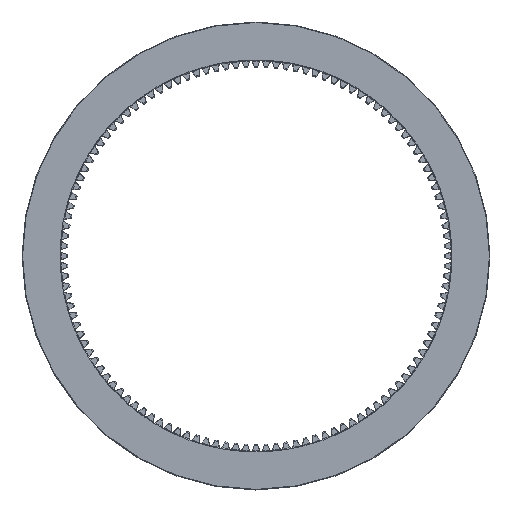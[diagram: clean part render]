
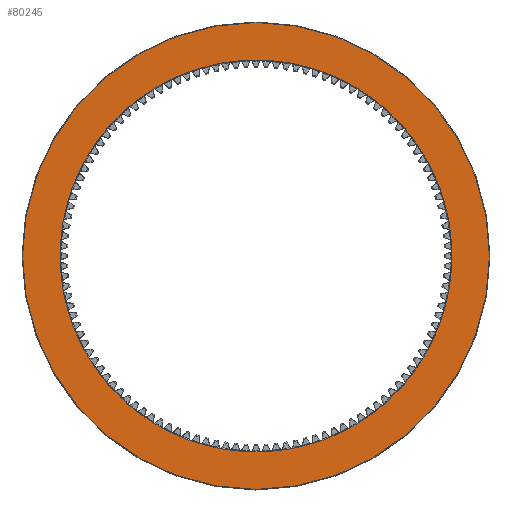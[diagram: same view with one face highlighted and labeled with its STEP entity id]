
A CAD part, top view. The second image highlights one B-rep face of the part: STEP entity #80245.
In plain terms, the highlighted planar face has unit normal (0, 0, 1).
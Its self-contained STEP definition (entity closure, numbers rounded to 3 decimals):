
#8176 = EDGE_LOOP ( 'NONE', ( #54250 ) ) ;
#11067 = ORIENTED_EDGE ( 'NONE', *, *, #38629, .T. ) ;
#12114 = DIRECTION ( 'NONE',  ( 0., 0., 1. ) ) ;
#18975 = DIRECTION ( 'NONE',  ( 1., 0., 0. ) ) ;
#22153 = EDGE_LOOP ( 'NONE', ( #11067 ) ) ;
#23306 = VERTEX_POINT ( 'NONE', #80959 ) ;
#27406 = DIRECTION ( 'NONE',  ( 0., 0., 1. ) ) ;
#36327 = VERTEX_POINT ( 'NONE', #62944 ) ;
#37020 = CARTESIAN_POINT ( 'NONE',  ( 0., 0., 30.5 ) ) ;
#38629 = EDGE_CURVE ( 'NONE', #23306, #23306, #51392, .T. ) ;
#40542 = FACE_BOUND ( 'NONE', #8176, .T. ) ;
#47245 = AXIS2_PLACEMENT_3D ( 'NONE', #37020, #12114, #56678 ) ;
#51221 = DIRECTION ( 'NONE',  ( 0., 0., 1. ) ) ;
#51392 = CIRCLE ( 'NONE', #77517, 438.5 ) ;
#52655 = CARTESIAN_POINT ( 'NONE',  ( 0., 0., 30.5 ) ) ;
#53594 = FACE_OUTER_BOUND ( 'NONE', #22153, .T. ) ;
#54250 = ORIENTED_EDGE ( 'NONE', *, *, #70827, .F. ) ;
#56678 = DIRECTION ( 'NONE',  ( 1., 0., 0. ) ) ;
#62944 = CARTESIAN_POINT ( 'NONE',  ( 368., 0., 30.5 ) ) ;
#65754 = CIRCLE ( 'NONE', #47245, 368. ) ;
#65859 = PLANE ( 'NONE',  #71066 ) ;
#70026 = CARTESIAN_POINT ( 'NONE',  ( 0., 0., 30.5 ) ) ;
#70827 = EDGE_CURVE ( 'NONE', #36327, #36327, #65754, .T. ) ;
#71066 = AXIS2_PLACEMENT_3D ( 'NONE', #52655, #27406, #72301 ) ;
#72301 = DIRECTION ( 'NONE',  ( 1., 0., 0. ) ) ;
#77517 = AXIS2_PLACEMENT_3D ( 'NONE', #70026, #51221, #18975 ) ;
#80245 = ADVANCED_FACE ( 'NONE', ( #53594, #40542 ), #65859, .T. ) ;
#80959 = CARTESIAN_POINT ( 'NONE',  ( 438.5, 0., 30.5 ) ) ;
